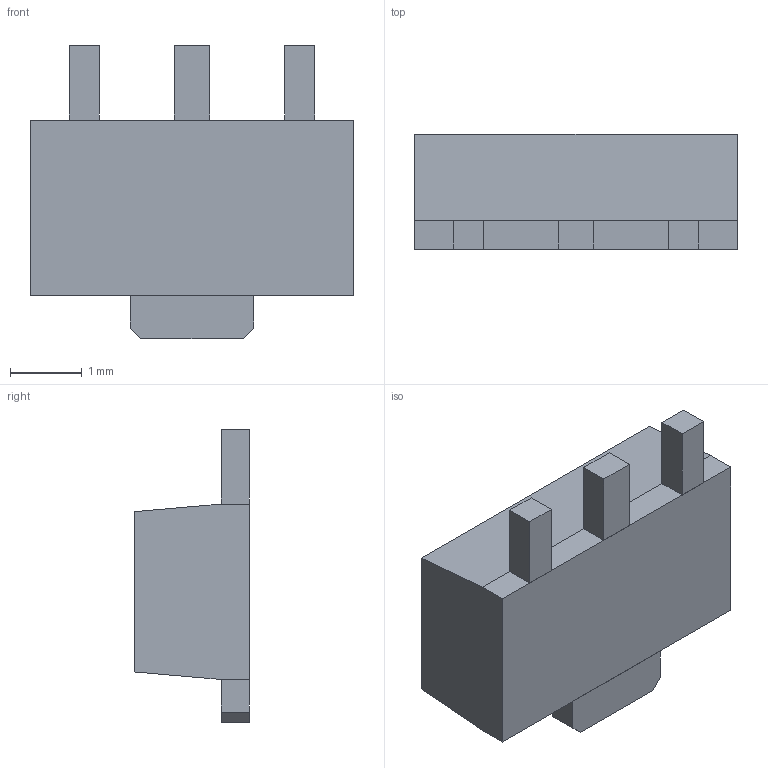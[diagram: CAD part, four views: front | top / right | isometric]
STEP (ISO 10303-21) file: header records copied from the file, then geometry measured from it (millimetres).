
FILE_DESCRIPTION (( 'STEP AP214' ), '1' );
FILE_NAME ('LND150N8-G.STEP', '2018-10-20T03:14:43', ( '' ), ( '' ), 'SwSTEP 2.0', 'SolidWorks 2017', '' );
FILE_SCHEMA (( 'AUTOMOTIVE_DESIGN' ));
Length unit declared in the file: millimetre
Products named in the file (1): LND150N8-G
Bounding box: 4.5 x 1.6 x 4.09 mm (x, y, z)
Volume: 18 mm3; surface area: 53.2 mm2
Topology: 5 solids, 5 shells, 34 faces, 72 edges, 48 vertices
Faces by surface type: plane 34
Entity records: 966 total; most frequent: CARTESIAN_POINT 155, ORIENTED_EDGE 144, DIRECTION 142, EDGE_CURVE 72, VECTOR 72, LINE 72, VERTEX_POINT 48, AXIS2_PLACEMENT_3D 35
